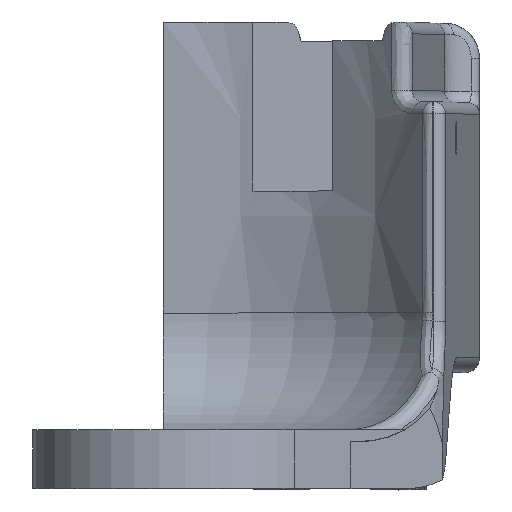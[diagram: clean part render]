
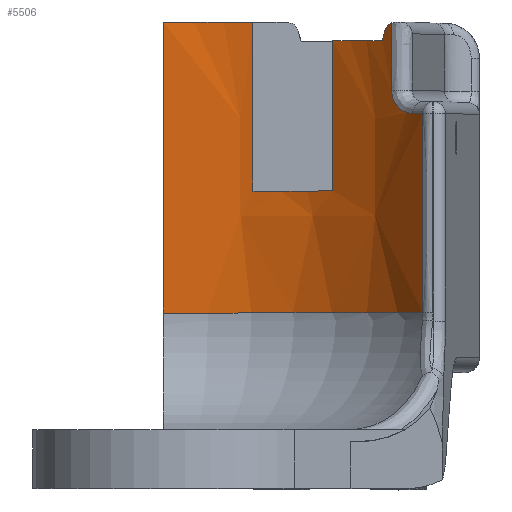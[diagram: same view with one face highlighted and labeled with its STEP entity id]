
A CAD part, top view. The second image highlights one B-rep face of the part: STEP entity #5506.
In plain terms, the highlighted conical face has half-angle 0.014 degrees and reference radius 24.21 mm.
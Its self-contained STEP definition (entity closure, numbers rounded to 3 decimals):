
#59=ELLIPSE('',#5860,93.591,24.223);
#696=FACE_OUTER_BOUND('',#1009,.T.);
#1009=EDGE_LOOP('',(#4765,#4766,#4767,#4768,#4769,#4770,#4771,#4772,#4773,
#4774,#4775,#4776,#4777));
#1334=B_SPLINE_CURVE_WITH_KNOTS('',3,(#14962,#14963,#14964,#14965,#14966,
#14967,#14968),.UNSPECIFIED.,.F.,.F.,(4,1,1,1,4),(-0.406,-0.348,
-0.29,-0.174,0.),.UNSPECIFIED.);
#1335=B_SPLINE_CURVE_WITH_KNOTS('',3,(#14972,#14973,#14974,#14975,#14976,
#14977,#14978,#14979,#14980,#14981),.UNSPECIFIED.,.F.,.F.,(4,2,2,2,4),(0.42,
0.431,0.468,0.527,0.528),
 .UNSPECIFIED.);
#1478=CIRCLE('',#5857,24.213);
#1479=CIRCLE('',#5859,24.209);
#1480=CIRCLE('',#5861,24.207);
#1481=CIRCLE('',#5862,24.21);
#1482=CIRCLE('',#5863,24.207);
#1753=LINE('',#14829,#2058);
#1758=LINE('',#14958,#2063);
#1759=LINE('',#14970,#2064);
#1760=LINE('',#14987,#2065);
#1761=LINE('',#14991,#2066);
#2058=VECTOR('',#6712,10.);
#2063=VECTOR('',#6731,10.);
#2064=VECTOR('',#6734,10.);
#2065=VECTOR('',#6739,10.);
#2066=VECTOR('',#6742,10.);
#2603=VERTEX_POINT('',#14806);
#2604=VERTEX_POINT('',#14828);
#2613=VERTEX_POINT('',#14953);
#2614=VERTEX_POINT('',#14957);
#2615=VERTEX_POINT('',#14959);
#2616=VERTEX_POINT('',#14961);
#2617=VERTEX_POINT('',#14969);
#2618=VERTEX_POINT('',#14971);
#2619=VERTEX_POINT('',#14982);
#2620=VERTEX_POINT('',#14984);
#2621=VERTEX_POINT('',#14986);
#2622=VERTEX_POINT('',#14988);
#2623=VERTEX_POINT('',#14990);
#3378=EDGE_CURVE('',#2603,#2604,#1753,.T.);
#3391=EDGE_CURVE('',#2613,#2603,#1478,.T.);
#3392=EDGE_CURVE('',#2614,#2613,#1758,.T.);
#3393=EDGE_CURVE('',#2615,#2614,#1479,.T.);
#3394=EDGE_CURVE('',#2616,#2615,#1334,.T.);
#3395=EDGE_CURVE('',#2617,#2616,#1759,.T.);
#3396=EDGE_CURVE('',#2618,#2617,#1335,.T.);
#3397=EDGE_CURVE('',#2618,#2619,#59,.T.);
#3398=EDGE_CURVE('',#2619,#2620,#1480,.T.);
#3399=EDGE_CURVE('',#2620,#2621,#1760,.T.);
#3400=EDGE_CURVE('',#2621,#2622,#1481,.T.);
#3401=EDGE_CURVE('',#2623,#2622,#1761,.T.);
#3402=EDGE_CURVE('',#2604,#2623,#1482,.T.);
#4765=ORIENTED_EDGE('',*,*,#3378,.F.);
#4766=ORIENTED_EDGE('',*,*,#3391,.F.);
#4767=ORIENTED_EDGE('',*,*,#3392,.F.);
#4768=ORIENTED_EDGE('',*,*,#3393,.F.);
#4769=ORIENTED_EDGE('',*,*,#3394,.F.);
#4770=ORIENTED_EDGE('',*,*,#3395,.F.);
#4771=ORIENTED_EDGE('',*,*,#3396,.F.);
#4772=ORIENTED_EDGE('',*,*,#3397,.T.);
#4773=ORIENTED_EDGE('',*,*,#3398,.T.);
#4774=ORIENTED_EDGE('',*,*,#3399,.T.);
#4775=ORIENTED_EDGE('',*,*,#3400,.T.);
#4776=ORIENTED_EDGE('',*,*,#3401,.F.);
#4777=ORIENTED_EDGE('',*,*,#3402,.F.);
#5277=CONICAL_SURFACE('',#5858,24.21,0.);
#5506=ADVANCED_FACE('',(#696),#5277,.F.);
#5857=AXIS2_PLACEMENT_3D('',#14955,#6727,#6728);
#5858=AXIS2_PLACEMENT_3D('',#14956,#6729,#6730);
#5859=AXIS2_PLACEMENT_3D('',#14960,#6732,#6733);
#5860=AXIS2_PLACEMENT_3D('',#14983,#6735,#6736);
#5861=AXIS2_PLACEMENT_3D('',#14985,#6737,#6738);
#5862=AXIS2_PLACEMENT_3D('',#14989,#6740,#6741);
#5863=AXIS2_PLACEMENT_3D('',#14992,#6743,#6744);
#6712=DIRECTION('',(0.,1.,0.));
#6727=DIRECTION('center_axis',(0.,1.,0.));
#6728=DIRECTION('ref_axis',(1.,0.,0.));
#6729=DIRECTION('center_axis',(0.,-1.,0.));
#6730=DIRECTION('ref_axis',(0.494,0.,-0.869));
#6731=DIRECTION('',(0.,-1.,0.));
#6732=DIRECTION('center_axis',(0.,-1.,0.));
#6733=DIRECTION('ref_axis',(0.844,0.,-0.537));
#6734=DIRECTION('',(0.,-1.,0.));
#6735=DIRECTION('center_axis',(-0.966,0.259,0.));
#6736=DIRECTION('ref_axis',(-0.259,-0.966,0.));
#6737=DIRECTION('center_axis',(0.,1.,0.));
#6738=DIRECTION('ref_axis',(0.494,0.,-0.869));
#6739=DIRECTION('',(0.,-1.,0.));
#6740=DIRECTION('center_axis',(0.,1.,0.));
#6741=DIRECTION('ref_axis',(0.494,0.,-0.869));
#6742=DIRECTION('',(0.,-1.,0.));
#6743=DIRECTION('center_axis',(0.,-1.,0.));
#6744=DIRECTION('ref_axis',(0.494,0.,-0.869));
#14806=CARTESIAN_POINT('',(-50.,32.002,800.26));
#14828=CARTESIAN_POINT('',(-50.,56.8,800.266));
#14829=CARTESIAN_POINT('',(-50.,44.401,800.263));
#14953=CARTESIAN_POINT('',(-27.889,32.002,812.272));
#14955=CARTESIAN_POINT('Origin',(-48.819,32.002,824.444));
#14956=CARTESIAN_POINT('Origin',(-48.819,44.401,824.444));
#14957=CARTESIAN_POINT('',(-27.893,49.,812.272));
#14958=CARTESIAN_POINT('',(-27.893,49.,812.272));
#14959=CARTESIAN_POINT('',(-28.736,49.,810.927));
#14960=CARTESIAN_POINT('Origin',(-48.819,49.,824.444));
#14961=CARTESIAN_POINT('',(-30.536,51.,808.577));
#14962=CARTESIAN_POINT('Ctrl Pts',(-30.536,51.,808.577));
#14963=CARTESIAN_POINT('Ctrl Pts',(-30.536,50.807,808.577));
#14964=CARTESIAN_POINT('Ctrl Pts',(-30.484,50.421,808.637));
#14965=CARTESIAN_POINT('Ctrl Pts',(-30.21,49.768,808.957));
#14966=CARTESIAN_POINT('Ctrl Pts',(-29.597,49.143,809.708));
#14967=CARTESIAN_POINT('Ctrl Pts',(-29.047,49.,810.465));
#14968=CARTESIAN_POINT('Ctrl Pts',(-28.736,49.,810.927));
#14969=CARTESIAN_POINT('',(-30.536,56.72,808.579));
#14970=CARTESIAN_POINT('',(-30.536,56.8,808.579));
#14971=CARTESIAN_POINT('',(-31.111,56.059,807.941));
#14972=CARTESIAN_POINT('Ctrl Pts',(-31.111,56.059,807.941));
#14973=CARTESIAN_POINT('Ctrl Pts',(-31.101,56.094,807.951));
#14974=CARTESIAN_POINT('Ctrl Pts',(-31.09,56.128,807.963));
#14975=CARTESIAN_POINT('Ctrl Pts',(-31.034,56.274,808.023));
#14976=CARTESIAN_POINT('Ctrl Pts',(-30.971,56.372,808.091));
#14977=CARTESIAN_POINT('Ctrl Pts',(-30.802,56.57,808.277));
#14978=CARTESIAN_POINT('Ctrl Pts',(-30.675,56.66,808.42));
#14979=CARTESIAN_POINT('Ctrl Pts',(-30.54,56.719,808.575));
#14980=CARTESIAN_POINT('Ctrl Pts',(-30.538,56.719,808.577));
#14981=CARTESIAN_POINT('Ctrl Pts',(-30.536,56.72,808.579));
#14982=CARTESIAN_POINT('',(-31.341,55.2,807.697));
#14983=CARTESIAN_POINT('Origin',(-48.842,-10.104,824.444));
#14984=CARTESIAN_POINT('',(-35.564,55.2,804.189));
#14985=CARTESIAN_POINT('Origin',(-48.819,55.2,824.444));
#14986=CARTESIAN_POINT('',(-35.564,42.4,804.185));
#14987=CARTESIAN_POINT('',(-35.564,49.6,804.187));
#14988=CARTESIAN_POINT('',(-42.364,42.4,801.111));
#14989=CARTESIAN_POINT('Origin',(-48.819,42.4,824.444));
#14990=CARTESIAN_POINT('',(-42.364,56.8,801.114));
#14991=CARTESIAN_POINT('',(-42.364,48.7,801.112));
#14992=CARTESIAN_POINT('Origin',(-48.819,56.8,824.444));
